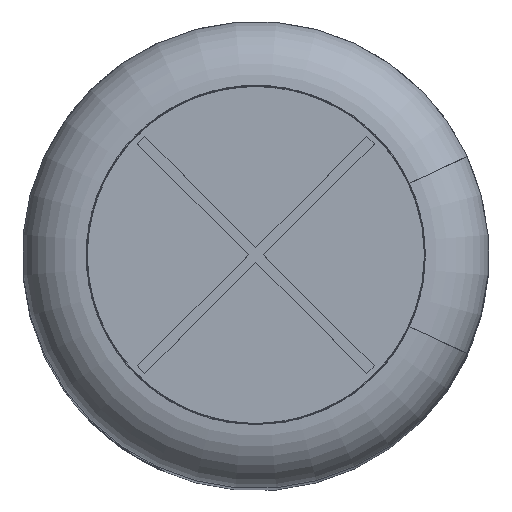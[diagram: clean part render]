
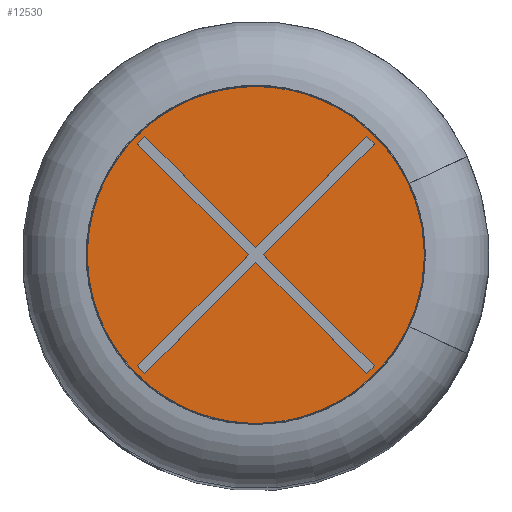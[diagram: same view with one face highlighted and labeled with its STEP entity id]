
A CAD part, top view. The second image highlights one B-rep face of the part: STEP entity #12530.
In plain terms, the highlighted planar face has unit normal (0, 0, 1).
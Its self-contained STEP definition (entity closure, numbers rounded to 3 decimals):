
#730=PLANE('',#13353);
#986=CIRCLE('',#13240,3.632);
#3508=ORIENTED_EDGE('',*,*,#4687,.T.);
#3509=ORIENTED_EDGE('',*,*,#4710,.T.);
#3510=ORIENTED_EDGE('',*,*,#4708,.T.);
#3511=ORIENTED_EDGE('',*,*,#4706,.T.);
#3512=ORIENTED_EDGE('',*,*,#4704,.T.);
#3513=ORIENTED_EDGE('',*,*,#4702,.T.);
#3514=ORIENTED_EDGE('',*,*,#4700,.T.);
#3515=ORIENTED_EDGE('',*,*,#4698,.T.);
#3516=ORIENTED_EDGE('',*,*,#4696,.T.);
#3517=ORIENTED_EDGE('',*,*,#4694,.T.);
#3518=ORIENTED_EDGE('',*,*,#4692,.T.);
#3519=ORIENTED_EDGE('',*,*,#4690,.T.);
#3520=ORIENTED_EDGE('',*,*,#4761,.F.);
#4687=EDGE_CURVE('',#5593,#5594,#6290,.T.);
#4690=EDGE_CURVE('',#5595,#5593,#6293,.T.);
#4692=EDGE_CURVE('',#5596,#5595,#6295,.T.);
#4694=EDGE_CURVE('',#5597,#5596,#6297,.T.);
#4696=EDGE_CURVE('',#5598,#5597,#6299,.T.);
#4698=EDGE_CURVE('',#5599,#5598,#6301,.T.);
#4700=EDGE_CURVE('',#5600,#5599,#6303,.T.);
#4702=EDGE_CURVE('',#5601,#5600,#6305,.T.);
#4704=EDGE_CURVE('',#5602,#5601,#6307,.T.);
#4706=EDGE_CURVE('',#5603,#5602,#6309,.T.);
#4708=EDGE_CURVE('',#5604,#5603,#6311,.T.);
#4710=EDGE_CURVE('',#5594,#5604,#6313,.T.);
#4761=EDGE_CURVE('',#5652,#5652,#986,.T.);
#5593=VERTEX_POINT('',#25083);
#5594=VERTEX_POINT('',#25084);
#5595=VERTEX_POINT('',#25089);
#5596=VERTEX_POINT('',#25093);
#5597=VERTEX_POINT('',#25097);
#5598=VERTEX_POINT('',#25101);
#5599=VERTEX_POINT('',#25105);
#5600=VERTEX_POINT('',#25109);
#5601=VERTEX_POINT('',#25113);
#5602=VERTEX_POINT('',#25117);
#5603=VERTEX_POINT('',#25121);
#5604=VERTEX_POINT('',#25125);
#5652=VERTEX_POINT('',#25233);
#6290=LINE('',#25082,#6944);
#6293=LINE('',#25088,#6947);
#6295=LINE('',#25092,#6949);
#6297=LINE('',#25096,#6951);
#6299=LINE('',#25100,#6953);
#6301=LINE('',#25104,#6955);
#6303=LINE('',#25108,#6957);
#6305=LINE('',#25112,#6959);
#6307=LINE('',#25116,#6961);
#6309=LINE('',#25120,#6963);
#6311=LINE('',#25124,#6965);
#6313=LINE('',#25128,#6967);
#6944=VECTOR('',#15266,1000.);
#6947=VECTOR('',#15271,1000.);
#6949=VECTOR('',#15275,1000.);
#6951=VECTOR('',#15279,1000.);
#6953=VECTOR('',#15283,1000.);
#6955=VECTOR('',#15287,1000.);
#6957=VECTOR('',#15291,1000.);
#6959=VECTOR('',#15295,1000.);
#6961=VECTOR('',#15299,1000.);
#6963=VECTOR('',#15303,1000.);
#6965=VECTOR('',#15307,1000.);
#6967=VECTOR('',#15311,1000.);
#7620=EDGE_LOOP('',(#3508,#3509,#3510,#3511,#3512,#3513,#3514,#3515,#3516,
#3517,#3518,#3519));
#7621=EDGE_LOOP('',(#3520));
#8258=FACE_BOUND('',#7620,.T.);
#8259=FACE_BOUND('',#7621,.T.);
#12530=ADVANCED_FACE('',(#8258,#8259),#730,.T.);
#13240=AXIS2_PLACEMENT_3D('',#25232,#15400,#15401);
#13353=AXIS2_PLACEMENT_3D('',#25379,#15628,#15629);
#15266=DIRECTION('',(0.707,0.707,0.));
#15271=DIRECTION('',(-0.707,0.707,0.));
#15275=DIRECTION('',(0.707,0.707,0.));
#15279=DIRECTION('',(-0.707,0.707,0.));
#15283=DIRECTION('',(-0.707,-0.707,0.));
#15287=DIRECTION('',(-0.707,0.707,0.));
#15291=DIRECTION('',(-0.707,-0.707,0.));
#15295=DIRECTION('',(0.707,-0.707,0.));
#15299=DIRECTION('',(-0.707,-0.707,0.));
#15303=DIRECTION('',(0.707,-0.707,0.));
#15307=DIRECTION('',(0.707,0.707,0.));
#15311=DIRECTION('',(0.707,-0.707,0.));
#15400=DIRECTION('',(0.,0.,-1.));
#15401=DIRECTION('',(-1.,0.,0.));
#15628=DIRECTION('',(0.,0.,1.));
#15629=DIRECTION('',(1.,0.,0.));
#25082=CARTESIAN_POINT('',(-2.375,2.533,29.78));
#25083=CARTESIAN_POINT('',(-2.533,2.375,29.78));
#25084=CARTESIAN_POINT('',(-2.375,2.533,29.78));
#25088=CARTESIAN_POINT('',(-0.157,0.,29.78));
#25089=CARTESIAN_POINT('',(-0.157,0.,29.78));
#25092=CARTESIAN_POINT('',(-0.157,0.,29.78));
#25093=CARTESIAN_POINT('',(-2.533,-2.375,29.78));
#25096=CARTESIAN_POINT('',(-2.375,-2.533,29.78));
#25097=CARTESIAN_POINT('',(-2.375,-2.533,29.78));
#25100=CARTESIAN_POINT('',(0.,-0.157,29.78));
#25101=CARTESIAN_POINT('',(0.,-0.157,29.78));
#25104=CARTESIAN_POINT('',(0.,-0.157,29.78));
#25105=CARTESIAN_POINT('',(2.375,-2.533,29.78));
#25108=CARTESIAN_POINT('',(2.533,-2.375,29.78));
#25109=CARTESIAN_POINT('',(2.533,-2.375,29.78));
#25112=CARTESIAN_POINT('',(0.157,0.,29.78));
#25113=CARTESIAN_POINT('',(0.157,0.,29.78));
#25116=CARTESIAN_POINT('',(0.157,0.,29.78));
#25117=CARTESIAN_POINT('',(2.533,2.375,29.78));
#25120=CARTESIAN_POINT('',(2.533,2.375,29.78));
#25121=CARTESIAN_POINT('',(2.375,2.533,29.78));
#25124=CARTESIAN_POINT('',(0.,0.157,29.78));
#25125=CARTESIAN_POINT('',(0.,0.157,29.78));
#25128=CARTESIAN_POINT('',(0.,0.157,29.78));
#25232=CARTESIAN_POINT('',(0.,0.,29.78));
#25233=CARTESIAN_POINT('',(-3.632,0.,29.78));
#25379=CARTESIAN_POINT('',(-3.632,0.,29.78));
